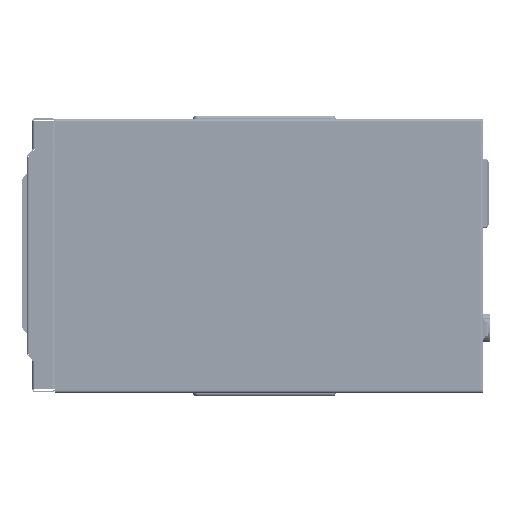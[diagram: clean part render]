
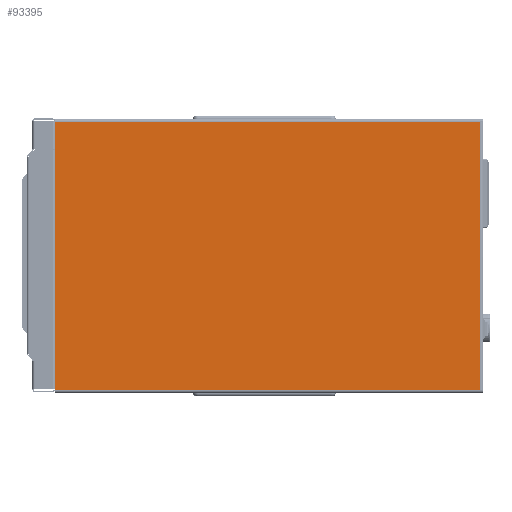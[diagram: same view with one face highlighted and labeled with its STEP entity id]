
A CAD part, left-side view. The second image highlights one B-rep face of the part: STEP entity #93395.
In plain terms, the highlighted face is planar.
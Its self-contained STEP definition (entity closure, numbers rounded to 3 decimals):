
#15951 = DIRECTION ( 'NONE',  ( 0., 0., 1. ) ) ;
#19480 = ORIENTED_EDGE ( 'NONE', *, *, #57887, .T. ) ;
#20210 = LINE ( 'NONE', #125437, #79253 ) ;
#20300 = VECTOR ( 'NONE', #99384, 1000. ) ;
#23068 = ORIENTED_EDGE ( 'NONE', *, *, #55313, .T. ) ;
#25444 = DIRECTION ( 'NONE',  ( 0., 0., -1. ) ) ;
#26975 = DIRECTION ( 'NONE',  ( 0., 0., 1. ) ) ;
#31676 = FACE_OUTER_BOUND ( 'NONE', #136083, .T. ) ;
#37492 = DIRECTION ( 'NONE',  ( 0., 1., 0. ) ) ;
#43397 = EDGE_CURVE ( 'NONE', #69649, #129972, #86797, .T. ) ;
#52575 = CARTESIAN_POINT ( 'NONE',  ( 0., 0., 171.2 ) ) ;
#53454 = ORIENTED_EDGE ( 'NONE', *, *, #79763, .T. ) ;
#55313 = EDGE_CURVE ( 'NONE', #92396, #119476, #128459, .T. ) ;
#57887 = EDGE_CURVE ( 'NONE', #119476, #69649, #146363, .T. ) ;
#69649 = VERTEX_POINT ( 'NONE', #123332 ) ;
#74529 = CARTESIAN_POINT ( 'NONE',  ( 270., 0., 0. ) ) ;
#76995 = DIRECTION ( 'NONE',  ( -1., 0., 0. ) ) ;
#79253 = VECTOR ( 'NONE', #76995, 1000. ) ;
#79763 = EDGE_CURVE ( 'NONE', #129972, #92396, #20210, .T. ) ;
#86797 = LINE ( 'NONE', #74529, #95158 ) ;
#92396 = VERTEX_POINT ( 'NONE', #117383 ) ;
#93395 = ADVANCED_FACE ( 'NONE', ( #31676 ), #125388, .T. ) ;
#95158 = VECTOR ( 'NONE', #25444, 1000. ) ;
#99384 = DIRECTION ( 'NONE',  ( 1., 0., 0. ) ) ;
#113057 = CARTESIAN_POINT ( 'NONE',  ( 270., 0., 1.8 ) ) ;
#115083 = VECTOR ( 'NONE', #26975, 1000. ) ;
#117383 = CARTESIAN_POINT ( 'NONE',  ( 1.8, 0., 1.8 ) ) ;
#119476 = VERTEX_POINT ( 'NONE', #123383 ) ;
#121189 = CARTESIAN_POINT ( 'NONE',  ( 0., 0., 0. ) ) ;
#123332 = CARTESIAN_POINT ( 'NONE',  ( 270., 0., 171.2 ) ) ;
#123383 = CARTESIAN_POINT ( 'NONE',  ( 1.8, 0., 171.2 ) ) ;
#125388 = PLANE ( 'NONE',  #143649 ) ;
#125437 = CARTESIAN_POINT ( 'NONE',  ( 270., 0., 1.8 ) ) ;
#128459 = LINE ( 'NONE', #151500, #115083 ) ;
#129972 = VERTEX_POINT ( 'NONE', #113057 ) ;
#136083 = EDGE_LOOP ( 'NONE', ( #53454, #23068, #19480, #138024 ) ) ;
#138024 = ORIENTED_EDGE ( 'NONE', *, *, #43397, .T. ) ;
#143649 = AXIS2_PLACEMENT_3D ( 'NONE', #121189, #37492, #15951 ) ;
#146363 = LINE ( 'NONE', #52575, #20300 ) ;
#151500 = CARTESIAN_POINT ( 'NONE',  ( 1.8, 0., 1.8 ) ) ;
